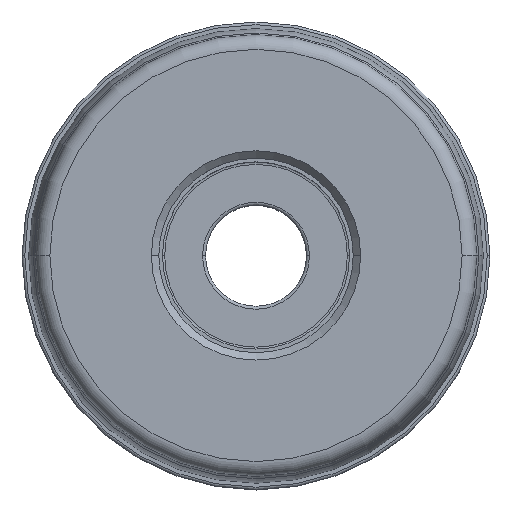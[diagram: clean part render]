
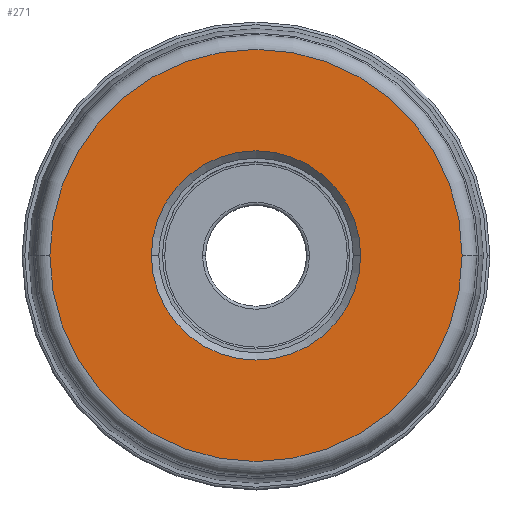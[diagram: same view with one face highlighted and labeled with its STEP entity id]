
A CAD part, top view. The second image highlights one B-rep face of the part: STEP entity #271.
In plain terms, the highlighted planar face has unit normal (0, 0, 1).
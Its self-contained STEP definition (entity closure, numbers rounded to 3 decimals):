
#271=ADVANCED_FACE('',(#314,#315),#304,.F.);
#304=PLANE('',#1881);
#314=FACE_BOUND('',#386,.T.);
#315=FACE_BOUND('',#387,.T.);
#386=EDGE_LOOP('',(#730,#731,#732,#733));
#387=EDGE_LOOP('',(#734,#735));
#730=ORIENTED_EDGE('',*,*,#1173,.T.);
#731=ORIENTED_EDGE('',*,*,#1170,.T.);
#732=ORIENTED_EDGE('',*,*,#1169,.F.);
#733=ORIENTED_EDGE('',*,*,#1174,.T.);
#734=ORIENTED_EDGE('',*,*,#1175,.T.);
#735=ORIENTED_EDGE('',*,*,#1176,.T.);
#970=VERTEX_POINT('',#2934);
#971=VERTEX_POINT('',#2935);
#972=VERTEX_POINT('',#2937);
#973=VERTEX_POINT('',#2942);
#974=VERTEX_POINT('',#2946);
#975=VERTEX_POINT('',#2947);
#1169=EDGE_CURVE('',#970,#971,#1380,.T.);
#1170=EDGE_CURVE('',#972,#971,#1381,.T.);
#1173=EDGE_CURVE('',#973,#972,#1384,.T.);
#1174=EDGE_CURVE('',#970,#973,#1385,.T.);
#1175=EDGE_CURVE('',#974,#975,#1386,.T.);
#1176=EDGE_CURVE('',#975,#974,#1387,.T.);
#1380=CIRCLE('',#1871,27.972);
#1381=CIRCLE('',#1872,27.972);
#1384=CIRCLE('',#1876,27.972);
#1385=CIRCLE('',#1877,27.972);
#1386=CIRCLE('',#1879,14.2);
#1387=CIRCLE('',#1880,14.2);
#1871=AXIS2_PLACEMENT_3D('',#2933,#2405,#2406);
#1872=AXIS2_PLACEMENT_3D('',#2936,#2407,#2408);
#1876=AXIS2_PLACEMENT_3D('',#2941,#2415,#2416);
#1877=AXIS2_PLACEMENT_3D('',#2943,#2417,#2418);
#1879=AXIS2_PLACEMENT_3D('',#2945,#2421,#2422);
#1880=AXIS2_PLACEMENT_3D('',#2948,#2423,#2424);
#1881=AXIS2_PLACEMENT_3D('',#2949,#2425,#2426);
#2405=DIRECTION('',(0.,0.,-1.));
#2406=DIRECTION('',(1.,0.001,0.));
#2407=DIRECTION('',(0.,0.,1.));
#2408=DIRECTION('',(1.,0.001,0.));
#2415=DIRECTION('',(0.,0.,1.));
#2416=DIRECTION('',(-1.,-0.001,0.));
#2417=DIRECTION('',(0.,0.,1.));
#2418=DIRECTION('',(-1.,0.,0.));
#2421=DIRECTION('',(0.,0.,-1.));
#2422=DIRECTION('',(-1.,0.,0.));
#2423=DIRECTION('',(0.,0.,-1.));
#2424=DIRECTION('',(1.,0.,0.));
#2425=DIRECTION('',(0.,0.,-1.));
#2426=DIRECTION('',(1.,0.,0.));
#2933=CARTESIAN_POINT('',(0.,0.,0.));
#2934=CARTESIAN_POINT('',(-27.972,0.,0.));
#2935=CARTESIAN_POINT('',(27.972,0.015,0.));
#2936=CARTESIAN_POINT('',(0.,0.,0.));
#2937=CARTESIAN_POINT('',(27.972,0.,0.));
#2941=CARTESIAN_POINT('',(0.,0.,0.));
#2942=CARTESIAN_POINT('',(-27.972,-0.015,0.));
#2943=CARTESIAN_POINT('',(0.,0.,0.));
#2945=CARTESIAN_POINT('',(0.,0.,0.));
#2946=CARTESIAN_POINT('',(-14.2,0.,0.));
#2947=CARTESIAN_POINT('',(14.2,0.,0.));
#2948=CARTESIAN_POINT('',(0.,0.,0.));
#2949=CARTESIAN_POINT('',(0.,0.,0.));
